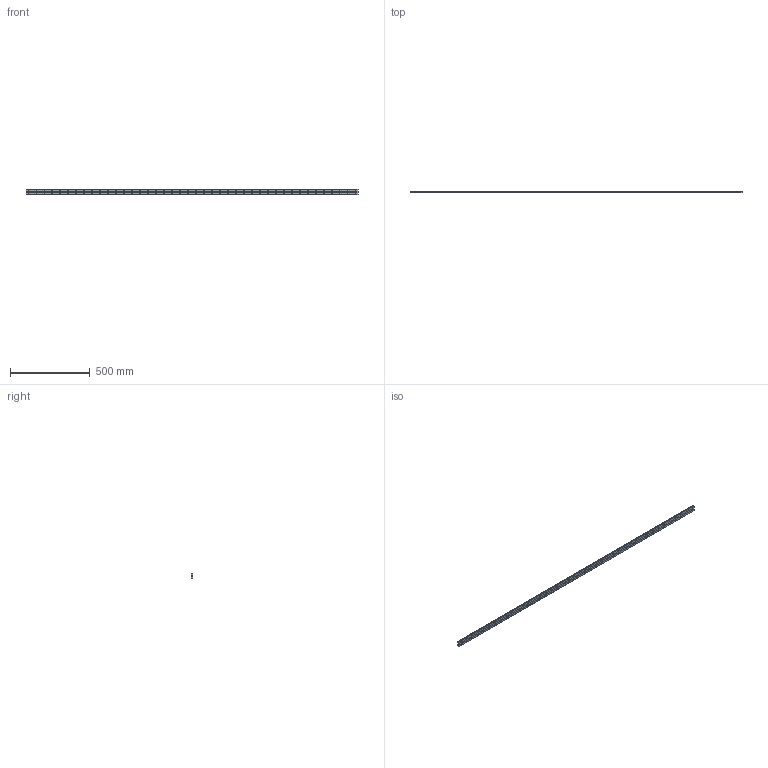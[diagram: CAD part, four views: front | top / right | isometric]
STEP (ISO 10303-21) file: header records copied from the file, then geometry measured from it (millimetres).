
FILE_DESCRIPTION (( 'STEP AP214' ), '1' );
FILE_NAME ('HRW21CA1UU-2080LT_G15_0_B-M6F_1010-6_0_0_0_1.STEP', '2021-07-02T12:16:16', ( '' ), ( '' ), 'SwSTEP 2.0', 'SolidWorks 2021', '' );
FILE_SCHEMA (( 'AUTOMOTIVE_DESIGN' ));
Length unit declared in the file: millimetre
Products named in the file (2): HRW21CA1UU-2080LT_G15_0_B-M6F_1010-6_0_0_0_1; _HRW21CA208015 Track
Assembly tree (1 placements, depth 2):
  HRW21CA1UU-2080LT_G15_0_B-M6F_1010-6_0_0_0_1
    _HRW21CA208015 Track
Bounding box: 2080 x 11 x 37 mm (x, y, z)
Volume: 750879.1 mm3; surface area: 222154.9 mm2
Topology: 1 solids, 1 shells, 478 faces, 1176 edges, 784 vertices
Faces by surface type: cylinder 340, plane 138
Entity records: 14882 total; most frequent: DIRECTION 2820, CARTESIAN_POINT 2442, ORIENTED_EDGE 2352, EDGE_CURVE 1176, AXIS2_PLACEMENT_3D 1162, VERTEX_POINT 784, EDGE_LOOP 730, CIRCLE 680
